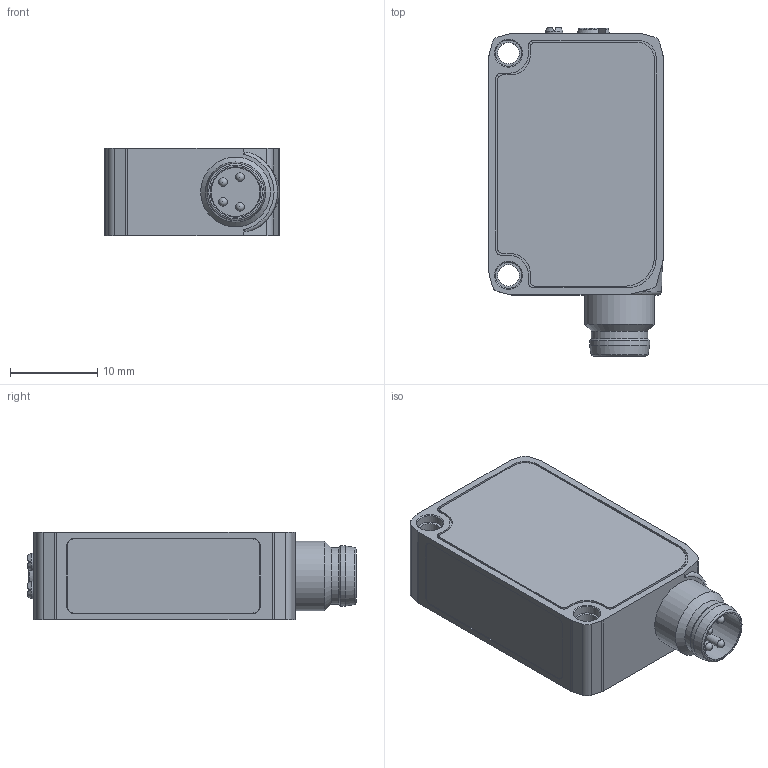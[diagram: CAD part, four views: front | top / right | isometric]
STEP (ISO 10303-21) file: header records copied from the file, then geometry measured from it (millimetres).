
FILE_DESCRIPTION(('FreeCAD Model'),'2;1');
FILE_NAME('H30-DIF-1500X-M8-4QD.step','2021-12-16T10:45:28',('Author') ,(''),'Open CASCADE STEP processor 7.3','FreeCAD','Unknown');
FILE_SCHEMA(('AUTOMOTIVE_DESIGN { 1 0 10303 214 1 1 1 1 }'));
Length unit declared in the file: millimetre
Products named in the file (1): H30-DIF-1500X-M8-4QD
Bounding box: 20 x 37.65 x 10 mm (x, y, z)
Volume: 5999.3 mm3; surface area: 2730.5 mm2
Topology: 1 solids, 1 shells, 184 faces, 473 edges, 307 vertices
Faces by surface type: plane 96, cylinder 67, cone 12, torus 5, sphere 4
Full cylindrical faces by diameter (mm): 1 x4, 2 x2, 2.459 x2, 3 x4, 3.7 x1, 5.8 x1, 6.5 x1, 6.9 x1, 8 x1
Entity records: 14091 total; most frequent: CARTESIAN_POINT 3246, DIRECTION 1839, LINE 973, VECTOR 973, ORIENTED_EDGE 938, PCURVE 938, DEFINITIONAL_REPRESENTATION 938, EDGE_CURVE 469
